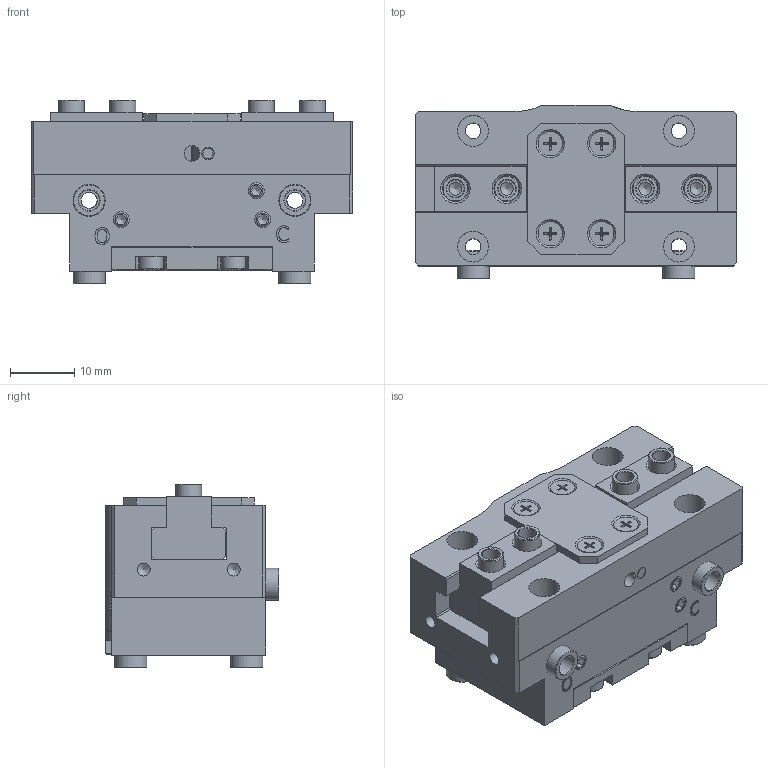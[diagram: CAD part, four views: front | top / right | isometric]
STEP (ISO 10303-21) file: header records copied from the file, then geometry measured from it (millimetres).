
FILE_DESCRIPTION(/* description */ (''),/* implementation_level */ '2;1');
FILE_NAME(/* name */ 'PGP-40-C1.stp',/* time_stamp */ '2023-04-05T12:30:51+02:00',/* author */ ('Tecnico 2'),/* organization */ (''),/* preprocessor_version */ 'ST-DEVELOPER v19.2',/* originating_system */ 'Autodesk Inventor 2023',/* authorisation */ '');
FILE_SCHEMA (('AUTOMOTIVE_DESIGN { 1 0 10303 214 3 1 1 }'));
Length unit declared in the file: millimetre
Products named in the file (11): PGP-40-C1 cliente; BOCCOLA 4H7L4; BOCCOLA 5H7L4.4; ISO 4762 - M2 x 6; DIN 913 - M3 x 3; ISO 7046-1  - M2 x 5 - 4.8 - H; DIN 913 - M2 x 3; PGP-40-CORPO; PGP-40-COPERCHIO; PGP40-FONDELLO; PZP40-GRIFFA
Assembly tree (28 placements, depth 2):
  PGP-40-C1 cliente
    BOCCOLA 4H7L4  x4
    BOCCOLA 5H7L4.4  x4
    ISO 4762 - M2 x 6  x4
    DIN 913 - M3 x 3  x5
    DIN 913 - M2 x 3  x2
    ISO 7046-1  - M2 x 5 - 4.8 - H  x4
    PGP-40-CORPO
    PGP-40-COPERCHIO
    PGP40-FONDELLO
    PZP40-GRIFFA  x2
Bounding box: 50 x 27 x 28.6 mm (x, y, z)
Volume: 22293.2 mm3; surface area: 16258.2 mm2
Topology: 28 solids, 28 shells, 754 faces, 1905 edges, 1234 vertices
Faces by surface type: plane 348, cone 167, cylinder 151, bspline 60, torus 28
Full cylindrical faces by diameter (mm): 1.567 x6, 1.7 x2, 1.755 x4, 2 x11, 2.013 x16, 2.2 x1, 2.4 x4, 2.459 x14, 2.5 x6, 2.7 x4, 2.8 x4, 3 x5, 3.2 x4, 3.8 x8, 4 x8, 4.8 x6, 5 x8, 6 x2, 8.9 x1
Entity records: 16193 total; most frequent: CARTESIAN_POINT 4112, ORIENTED_EDGE 2414, DIRECTION 2241, EDGE_CURVE 1207, VERTEX_POINT 794, AXIS2_PLACEMENT_3D 775, LINE 691, VECTOR 691
